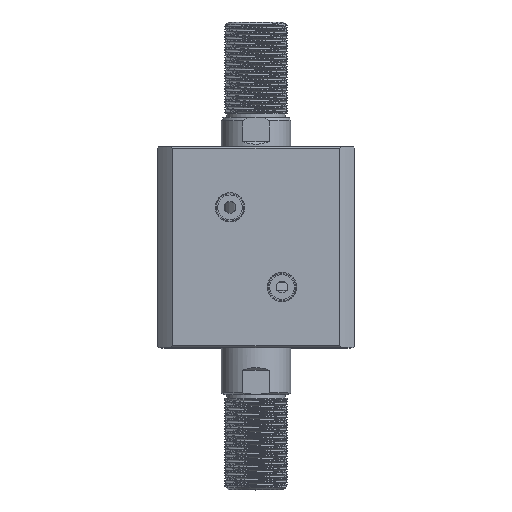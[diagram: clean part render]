
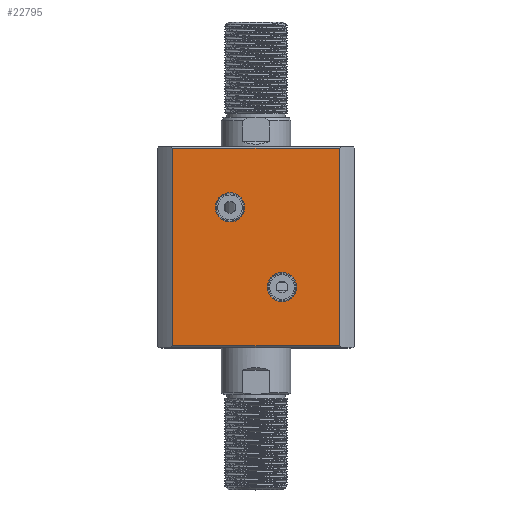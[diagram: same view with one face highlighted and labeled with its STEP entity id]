
A CAD part, top view. The second image highlights one B-rep face of the part: STEP entity #22795.
In plain terms, the highlighted face is planar.
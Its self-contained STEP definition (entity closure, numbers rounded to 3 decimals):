
#74 = DIRECTION ( 'NONE',  ( 0., 0., 1. ) ) ;
#174 = CARTESIAN_POINT ( 'NONE',  ( -57., 57., 116. ) ) ;
#338 = VERTEX_POINT ( 'NONE', #14665 ) ;
#372 = DIRECTION ( 'NONE',  ( 0., 0., 1. ) ) ;
#844 = VERTEX_POINT ( 'NONE', #23924 ) ;
#872 = CIRCLE ( 'NONE', #21891, 8.428 ) ;
#1046 = FACE_OUTER_BOUND ( 'NONE', #15664, .T. ) ;
#1454 = VERTEX_POINT ( 'NONE', #23646 ) ;
#2081 = ORIENTED_EDGE ( 'NONE', *, *, #4311, .T. ) ;
#2550 = DIRECTION ( 'NONE',  ( 0., 0., 1. ) ) ;
#2770 = AXIS2_PLACEMENT_3D ( 'NONE', #7661, #21800, #9697 ) ;
#2949 = VERTEX_POINT ( 'NONE', #9781 ) ;
#3029 = VECTOR ( 'NONE', #2550, 1000. ) ;
#4311 = EDGE_CURVE ( 'NONE', #2949, #1454, #10021, .T. ) ;
#4659 = VECTOR ( 'NONE', #13660, 1000. ) ;
#5697 = VECTOR ( 'NONE', #11514, 1000. ) ;
#5799 = EDGE_CURVE ( 'NONE', #2949, #7584, #18547, .T. ) ;
#6922 = EDGE_CURVE ( 'NONE', #8304, #338, #11857, .T. ) ;
#7584 = VERTEX_POINT ( 'NONE', #20424 ) ;
#7661 = CARTESIAN_POINT ( 'NONE',  ( 15., 57., 81. ) ) ;
#8255 = VECTOR ( 'NONE', #15561, 1000. ) ;
#8289 = EDGE_CURVE ( 'NONE', #17524, #7584, #19019, .T. ) ;
#8304 = VERTEX_POINT ( 'NONE', #21750 ) ;
#9697 = DIRECTION ( 'NONE',  ( 0., 0., 1. ) ) ;
#9781 = CARTESIAN_POINT ( 'NONE',  ( 47.971, 57., 1. ) ) ;
#10021 = LINE ( 'NONE', #17452, #4659 ) ;
#10226 = DIRECTION ( 'NONE',  ( 0., -1., 0. ) ) ;
#10483 = ORIENTED_EDGE ( 'NONE', *, *, #6922, .F. ) ;
#10617 = CARTESIAN_POINT ( 'NONE',  ( 15., 57., 81. ) ) ;
#10682 = ORIENTED_EDGE ( 'NONE', *, *, #17238, .F. ) ;
#10867 = AXIS2_PLACEMENT_3D ( 'NONE', #24282, #12172, #74 ) ;
#11514 = DIRECTION ( 'NONE',  ( 0., 0., -1. ) ) ;
#11816 = FACE_BOUND ( 'NONE', #23569, .T. ) ;
#11857 = CIRCLE ( 'NONE', #12635, 8.428 ) ;
#12172 = DIRECTION ( 'NONE',  ( 0., 1., 0. ) ) ;
#12452 = FACE_BOUND ( 'NONE', #20308, .T. ) ;
#12483 = DIRECTION ( 'NONE',  ( 0., 1., 0. ) ) ;
#12635 = AXIS2_PLACEMENT_3D ( 'NONE', #24588, #12483, #372 ) ;
#12655 = DIRECTION ( 'NONE',  ( 0., 0., 1. ) ) ;
#12657 = CARTESIAN_POINT ( 'NONE',  ( 15., 57., 72.572 ) ) ;
#13660 = DIRECTION ( 'NONE',  ( -1., 0., 0. ) ) ;
#13889 = EDGE_CURVE ( 'NONE', #17524, #1454, #17729, .T. ) ;
#14144 = CIRCLE ( 'NONE', #2770, 8.428 ) ;
#14624 = ORIENTED_EDGE ( 'NONE', *, *, #13889, .F. ) ;
#14665 = CARTESIAN_POINT ( 'NONE',  ( -15., 57., 43.428 ) ) ;
#15561 = DIRECTION ( 'NONE',  ( 1., 0., 0. ) ) ;
#15664 = EDGE_LOOP ( 'NONE', ( #14624, #24713, #16310, #2081 ) ) ;
#16205 = AXIS2_PLACEMENT_3D ( 'NONE', #174, #10226, #16336 ) ;
#16310 = ORIENTED_EDGE ( 'NONE', *, *, #5799, .F. ) ;
#16336 = DIRECTION ( 'NONE',  ( 0., 0., -1. ) ) ;
#16446 = EDGE_CURVE ( 'NONE', #18161, #844, #872, .T. ) ;
#16472 = ORIENTED_EDGE ( 'NONE', *, *, #17071, .F. ) ;
#17071 = EDGE_CURVE ( 'NONE', #844, #18161, #14144, .T. ) ;
#17238 = EDGE_CURVE ( 'NONE', #338, #8304, #22367, .T. ) ;
#17452 = CARTESIAN_POINT ( 'NONE',  ( -57., 57., 1. ) ) ;
#17524 = VERTEX_POINT ( 'NONE', #24782 ) ;
#17729 = LINE ( 'NONE', #19485, #5697 ) ;
#18161 = VERTEX_POINT ( 'NONE', #12657 ) ;
#18547 = LINE ( 'NONE', #18660, #3029 ) ;
#18660 = CARTESIAN_POINT ( 'NONE',  ( 47.971, 57., 500. ) ) ;
#19019 = LINE ( 'NONE', #23602, #8255 ) ;
#19485 = CARTESIAN_POINT ( 'NONE',  ( -47.971, 57., 500. ) ) ;
#19581 = ORIENTED_EDGE ( 'NONE', *, *, #16446, .F. ) ;
#20308 = EDGE_LOOP ( 'NONE', ( #16472, #19581 ) ) ;
#20424 = CARTESIAN_POINT ( 'NONE',  ( 47.971, 57., 115. ) ) ;
#21750 = CARTESIAN_POINT ( 'NONE',  ( -15., 57., 26.572 ) ) ;
#21800 = DIRECTION ( 'NONE',  ( 0., 1., 0. ) ) ;
#21891 = AXIS2_PLACEMENT_3D ( 'NONE', #10617, #24745, #12655 ) ;
#22367 = CIRCLE ( 'NONE', #10867, 8.428 ) ;
#22795 = ADVANCED_FACE ( 'NONE', ( #11816, #12452, #1046 ), #24370, .F. ) ;
#23569 = EDGE_LOOP ( 'NONE', ( #10682, #10483 ) ) ;
#23602 = CARTESIAN_POINT ( 'NONE',  ( 57., 57., 115. ) ) ;
#23646 = CARTESIAN_POINT ( 'NONE',  ( -47.971, 57., 1. ) ) ;
#23924 = CARTESIAN_POINT ( 'NONE',  ( 15., 57., 89.428 ) ) ;
#24282 = CARTESIAN_POINT ( 'NONE',  ( -15., 57., 35. ) ) ;
#24370 = PLANE ( 'NONE',  #16205 ) ;
#24588 = CARTESIAN_POINT ( 'NONE',  ( -15., 57., 35. ) ) ;
#24713 = ORIENTED_EDGE ( 'NONE', *, *, #8289, .T. ) ;
#24745 = DIRECTION ( 'NONE',  ( 0., 1., 0. ) ) ;
#24782 = CARTESIAN_POINT ( 'NONE',  ( -47.971, 57., 115. ) ) ;
